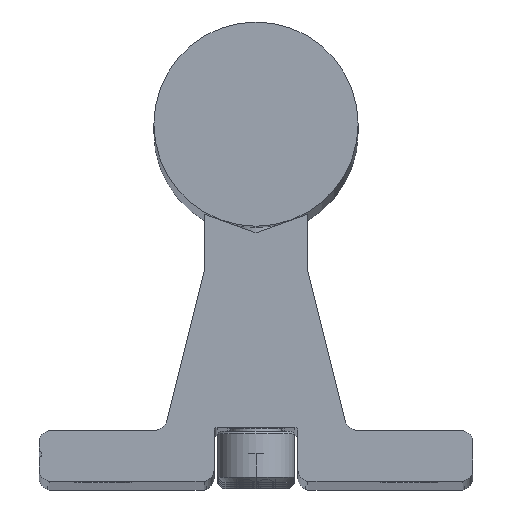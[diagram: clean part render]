
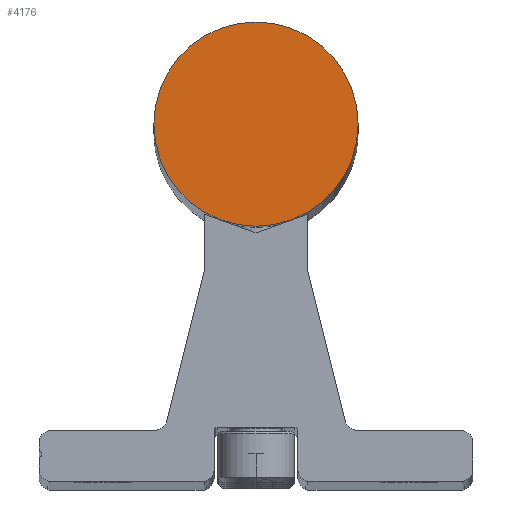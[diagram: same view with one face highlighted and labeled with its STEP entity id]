
A CAD part, top view. The second image highlights one B-rep face of the part: STEP entity #4176.
In plain terms, the highlighted planar face has unit normal (0, 0, 1).
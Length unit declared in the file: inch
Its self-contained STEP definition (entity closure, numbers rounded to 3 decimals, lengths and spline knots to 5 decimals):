
#504 = CIRCLE ( 'NONE', #5972, 0.5 ) ;
#545 = VERTEX_POINT ( 'NONE', #2697 ) ;
#939 = DIRECTION ( 'NONE',  ( 1., 0., 0. ) ) ;
#1007 = CARTESIAN_POINT ( 'NONE',  ( 0., 1.75, 0. ) ) ;
#1038 = DIRECTION ( 'NONE',  ( 1., 0., 0. ) ) ;
#1363 = FACE_OUTER_BOUND ( 'NONE', #3080, .T. ) ;
#1421 = EDGE_CURVE ( 'NONE', #4680, #545, #1839, .T. ) ;
#1490 = PLANE ( 'NONE',  #3889 ) ;
#1839 = CIRCLE ( 'NONE', #2339, 0.5 ) ;
#1841 = CARTESIAN_POINT ( 'NONE',  ( 0., 1.75, 0. ) ) ;
#2339 = AXIS2_PLACEMENT_3D ( 'NONE', #5868, #3531, #5929 ) ;
#2360 = ORIENTED_EDGE ( 'NONE', *, *, #4967, .T. ) ;
#2697 = CARTESIAN_POINT ( 'NONE',  ( 0.5, 1.75, 0. ) ) ;
#2718 = ORIENTED_EDGE ( 'NONE', *, *, #1421, .T. ) ;
#3080 = EDGE_LOOP ( 'NONE', ( #2360, #2718 ) ) ;
#3531 = DIRECTION ( 'NONE',  ( 0., 0., 1. ) ) ;
#3889 = AXIS2_PLACEMENT_3D ( 'NONE', #1841, #4234, #939 ) ;
#4176 = ADVANCED_FACE ( 'NONE', ( #1363 ), #1490, .T. ) ;
#4234 = DIRECTION ( 'NONE',  ( 0., 0., 1. ) ) ;
#4680 = VERTEX_POINT ( 'NONE', #5430 ) ;
#4967 = EDGE_CURVE ( 'NONE', #545, #4680, #504, .T. ) ;
#5430 = CARTESIAN_POINT ( 'NONE',  ( -0.5, 1.75, 0. ) ) ;
#5868 = CARTESIAN_POINT ( 'NONE',  ( 0., 1.75, 0. ) ) ;
#5929 = DIRECTION ( 'NONE',  ( 1., 0., 0. ) ) ;
#5972 = AXIS2_PLACEMENT_3D ( 'NONE', #1007, #6136, #1038 ) ;
#6136 = DIRECTION ( 'NONE',  ( 0., 0., 1. ) ) ;
